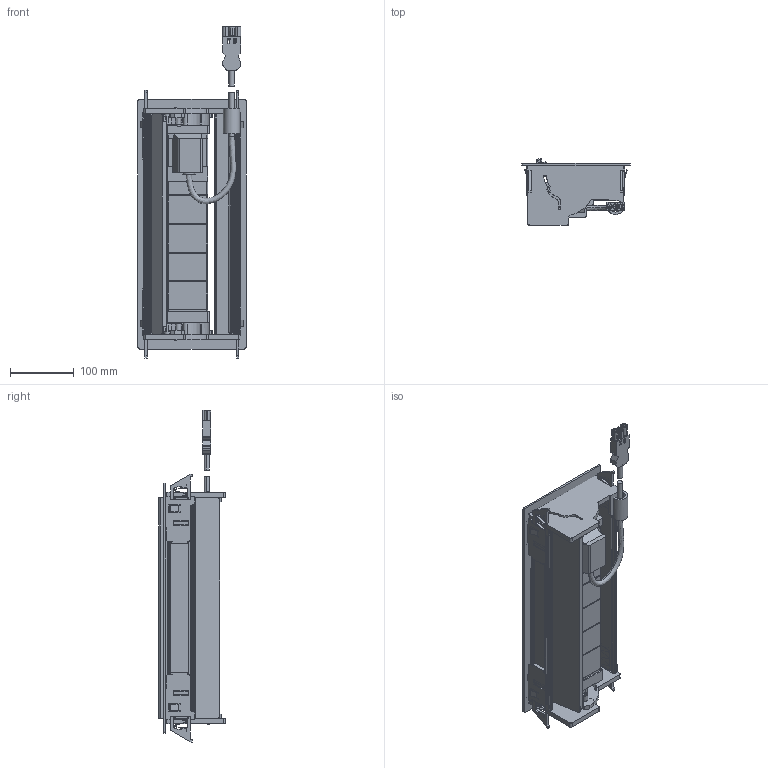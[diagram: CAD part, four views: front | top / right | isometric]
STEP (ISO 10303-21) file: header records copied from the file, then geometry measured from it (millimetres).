
FILE_DESCRIPTION(('CATIA V5 STEP Exchange','CAx-IF Rec.Pracs.--- Model Styling and Organization---1.5--- 2016-08-15','CAx-IF Rec.Pracs.---Supplemental Geometry---1.0---2011-11-01','CAx-IF Rec.Pracs.--- Composite Materials ---1.1---2010-07-15'),'2;1');
FILE_NAME('LG-654966_AllCATPart.stp','2023-10-04T12:38:41+00:00',('none'),('none'),'CATIA Version 5-6 Release 2020 SP3','CATIA V5 STEP AP214 v2','none');
FILE_SCHEMA(('AUTOMOTIVE_DESIGN { 1 0 10303 214 1 1 1 1 }'));
Products named in the file (1): LG-654966_AllCATPart
Bounding box: 170 x 104.57 x 521.92 mm (x, y, z)
Volume: 989994.7 mm3; surface area: 753097.8 mm2
Topology: 57 solids, 57 shells, 2762 faces, 7506 edges, 4833 vertices
Faces by surface type: plane 1832, cylinder 739, bspline 91, sphere 68, extrusion 12, cone 12, torus 8
Entity records: 85371 total; most frequent: CARTESIAN_POINT 19534, ORIENTED_EDGE 14854, DIRECTION 11270, EDGE_CURVE 7427, VECTOR 5423, LINE 5411, VERTEX_POINT 4825, AXIS2_PLACEMENT_3D 3555
